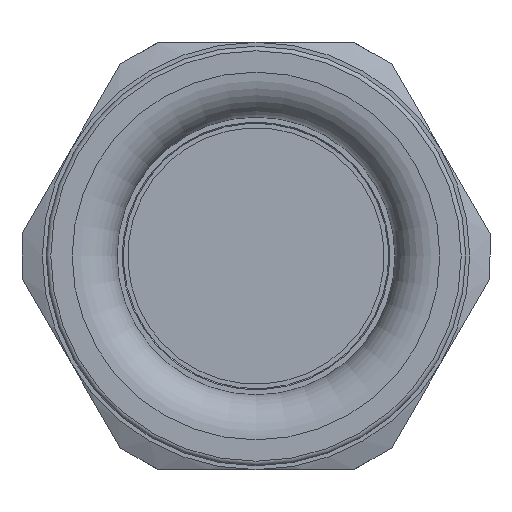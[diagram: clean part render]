
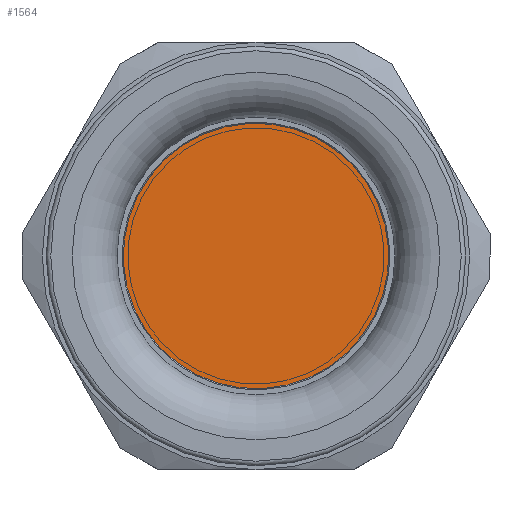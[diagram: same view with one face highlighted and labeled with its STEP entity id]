
A CAD part, left-side view. The second image highlights one B-rep face of the part: STEP entity #1564.
In plain terms, the highlighted planar face has unit normal (-1, 0, 0).
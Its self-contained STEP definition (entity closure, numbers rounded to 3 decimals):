
#232=PLANE('',#1803);
#394=FACE_OUTER_BOUND('',#556,.T.);
#556=EDGE_LOOP('',(#1422));
#639=CIRCLE('',#1779,5.9);
#805=VERTEX_POINT('',#6736);
#1007=EDGE_CURVE('',#805,#805,#639,.T.);
#1422=ORIENTED_EDGE('',*,*,#1007,.F.);
#1564=ADVANCED_FACE('',(#394),#232,.T.);
#1779=AXIS2_PLACEMENT_3D('',#6737,#2192,#2193);
#1803=AXIS2_PLACEMENT_3D('',#6772,#2240,#2241);
#2192=DIRECTION('center_axis',(1.,0.,0.));
#2193=DIRECTION('ref_axis',(0.,0.,-1.));
#2240=DIRECTION('center_axis',(-1.,0.,0.));
#2241=DIRECTION('ref_axis',(0.,0.,1.));
#6736=CARTESIAN_POINT('',(-0.034,5.9,0.));
#6737=CARTESIAN_POINT('Origin',(-0.034,0.,0.));
#6772=CARTESIAN_POINT('Origin',(-0.034,5.9,0.));
